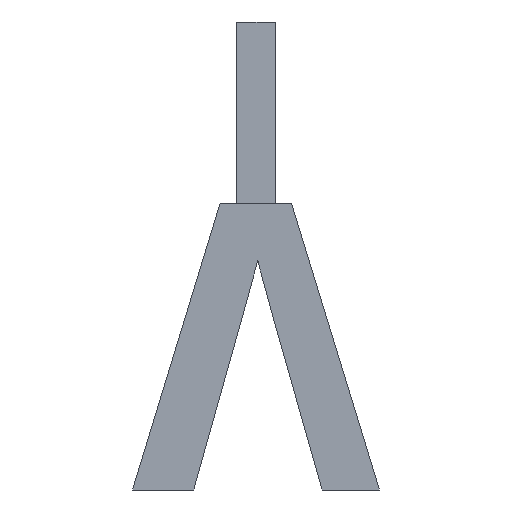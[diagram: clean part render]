
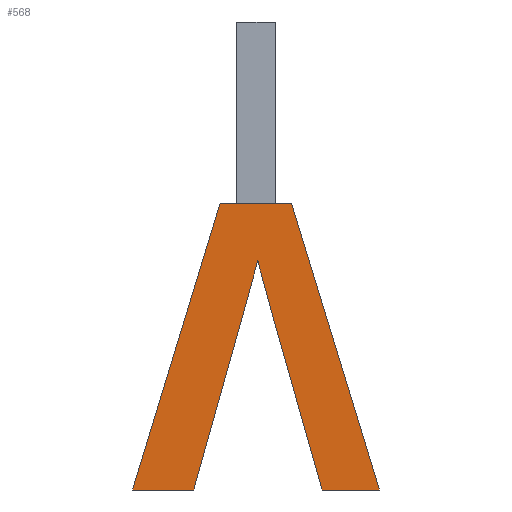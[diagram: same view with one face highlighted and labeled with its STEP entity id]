
A CAD part, front view. The second image highlights one B-rep face of the part: STEP entity #568.
In plain terms, the highlighted planar face has unit normal (0, -1, 0).
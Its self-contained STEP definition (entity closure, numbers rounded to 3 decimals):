
#28=FACE_OUTER_BOUND('',#60,.T.);
#60=EDGE_LOOP('',(#395,#396,#397,#398,#399,#400,#401,#402,#403));
#101=LINE('',#822,#179);
#102=LINE('',#824,#180);
#103=LINE('',#826,#181);
#104=LINE('',#828,#182);
#105=LINE('',#830,#183);
#106=LINE('',#832,#184);
#107=LINE('',#834,#185);
#108=LINE('',#836,#186);
#109=LINE('',#837,#187);
#179=VECTOR('',#672,10.);
#180=VECTOR('',#673,10.);
#181=VECTOR('',#674,10.);
#182=VECTOR('',#675,10.);
#183=VECTOR('',#676,10.);
#184=VECTOR('',#677,10.);
#185=VECTOR('',#678,10.);
#186=VECTOR('',#679,10.);
#187=VECTOR('',#680,10.);
#253=VERTEX_POINT('',#820);
#254=VERTEX_POINT('',#821);
#255=VERTEX_POINT('',#823);
#256=VERTEX_POINT('',#825);
#257=VERTEX_POINT('',#827);
#258=VERTEX_POINT('',#829);
#259=VERTEX_POINT('',#831);
#260=VERTEX_POINT('',#833);
#261=VERTEX_POINT('',#835);
#309=EDGE_CURVE('',#253,#254,#101,.T.);
#310=EDGE_CURVE('',#254,#255,#102,.T.);
#311=EDGE_CURVE('',#255,#256,#103,.T.);
#312=EDGE_CURVE('',#256,#257,#104,.T.);
#313=EDGE_CURVE('',#257,#258,#105,.T.);
#314=EDGE_CURVE('',#258,#259,#106,.T.);
#315=EDGE_CURVE('',#259,#260,#107,.T.);
#316=EDGE_CURVE('',#260,#261,#108,.T.);
#317=EDGE_CURVE('',#261,#253,#109,.T.);
#395=ORIENTED_EDGE('',*,*,#309,.T.);
#396=ORIENTED_EDGE('',*,*,#310,.T.);
#397=ORIENTED_EDGE('',*,*,#311,.T.);
#398=ORIENTED_EDGE('',*,*,#312,.T.);
#399=ORIENTED_EDGE('',*,*,#313,.T.);
#400=ORIENTED_EDGE('',*,*,#314,.T.);
#401=ORIENTED_EDGE('',*,*,#315,.T.);
#402=ORIENTED_EDGE('',*,*,#316,.T.);
#403=ORIENTED_EDGE('',*,*,#317,.T.);
#536=PLANE('',#616);
#568=ADVANCED_FACE('',(#28),#536,.T.);
#616=AXIS2_PLACEMENT_3D('',#819,#670,#671);
#670=DIRECTION('center_axis',(0.,-1.,0.));
#671=DIRECTION('ref_axis',(0.,0.,-1.));
#672=DIRECTION('',(-0.293,0.,0.956));
#673=DIRECTION('',(-1.,0.,0.));
#674=DIRECTION('',(-0.292,0.,-0.956));
#675=DIRECTION('',(1.,0.,0.));
#676=DIRECTION('',(0.27,0.,0.963));
#677=DIRECTION('',(0.265,0.,0.964));
#678=DIRECTION('',(0.262,0.,-0.965));
#679=DIRECTION('',(0.273,0.,-0.962));
#680=DIRECTION('',(1.,0.,0.));
#819=CARTESIAN_POINT('Origin',(13.125,-3.,15.));
#820=CARTESIAN_POINT('',(26.048,-3.,0.));
#821=CARTESIAN_POINT('',(16.843,-3.,30.));
#822=CARTESIAN_POINT('',(26.048,-3.,0.));
#823=CARTESIAN_POINT('',(9.361,-3.,30.));
#824=CARTESIAN_POINT('',(16.843,-3.,30.));
#825=CARTESIAN_POINT('',(0.202,-3.,0.));
#826=CARTESIAN_POINT('',(9.361,-3.,30.));
#827=CARTESIAN_POINT('',(6.606,-3.,0.));
#828=CARTESIAN_POINT('',(0.202,-3.,0.));
#829=CARTESIAN_POINT('',(11.679,-3.,18.064));
#830=CARTESIAN_POINT('',(6.606,-3.,0.));
#831=CARTESIAN_POINT('',(13.309,-3.,23.986));
#832=CARTESIAN_POINT('',(11.679,-3.,18.064));
#833=CARTESIAN_POINT('',(15.007,-3.,17.72));
#834=CARTESIAN_POINT('',(13.309,-3.,23.986));
#835=CARTESIAN_POINT('',(20.034,-3.,0.));
#836=CARTESIAN_POINT('',(15.007,-3.,17.72));
#837=CARTESIAN_POINT('',(20.034,-3.,0.));
